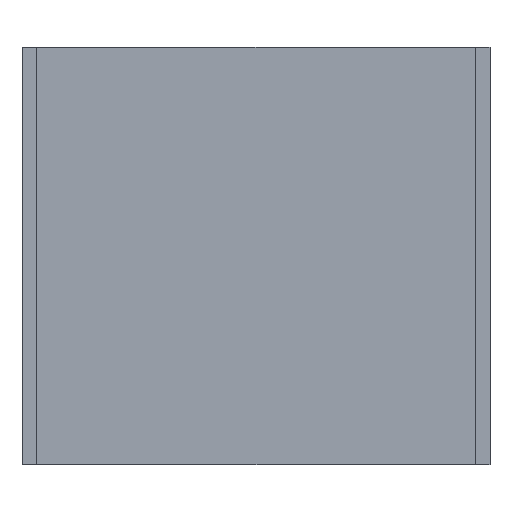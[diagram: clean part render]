
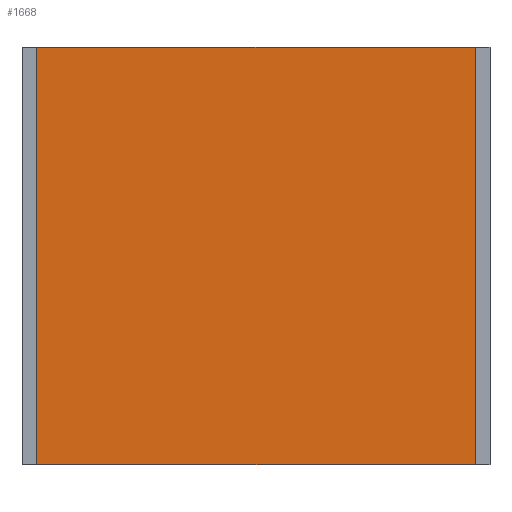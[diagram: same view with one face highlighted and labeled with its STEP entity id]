
A CAD part, front view. The second image highlights one B-rep face of the part: STEP entity #1668.
In plain terms, the highlighted planar face has unit normal (0, -1, 0).
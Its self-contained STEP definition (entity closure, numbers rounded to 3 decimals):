
#23 = DIRECTION ( 'NONE',  ( 0., 0., -1. ) ) ;
#58 = VECTOR ( 'NONE', #554, 1000. ) ;
#111 = CARTESIAN_POINT ( 'NONE',  ( 15.39, 0., 0. ) ) ;
#154 = ORIENTED_EDGE ( 'NONE', *, *, #2228, .F. ) ;
#294 = DIRECTION ( 'NONE',  ( 0., 0., -1. ) ) ;
#389 = LINE ( 'NONE', #1413, #2034 ) ;
#476 = DIRECTION ( 'NONE',  ( 0., -1., 0. ) ) ;
#539 = ORIENTED_EDGE ( 'NONE', *, *, #1332, .T. ) ;
#554 = DIRECTION ( 'NONE',  ( -1., 0., 0. ) ) ;
#639 = DIRECTION ( 'NONE',  ( 0., 0., 1. ) ) ;
#677 = ORIENTED_EDGE ( 'NONE', *, *, #984, .T. ) ;
#837 = VERTEX_POINT ( 'NONE', #1743 ) ;
#865 = VECTOR ( 'NONE', #1030, 1000. ) ;
#913 = CARTESIAN_POINT ( 'NONE',  ( 0.49, 0., -14.18 ) ) ;
#984 = EDGE_CURVE ( 'NONE', #837, #1424, #1588, .T. ) ;
#1030 = DIRECTION ( 'NONE',  ( 1., 0., 0. ) ) ;
#1230 = PLANE ( 'NONE',  #1577 ) ;
#1332 = EDGE_CURVE ( 'NONE', #2067, #2059, #389, .T. ) ;
#1357 = CARTESIAN_POINT ( 'NONE',  ( 0., 0., -14.18 ) ) ;
#1395 = CARTESIAN_POINT ( 'NONE',  ( 0., 0., 0. ) ) ;
#1413 = CARTESIAN_POINT ( 'NONE',  ( 15.39, 0., 0. ) ) ;
#1424 = VERTEX_POINT ( 'NONE', #913 ) ;
#1572 = LINE ( 'NONE', #1395, #865 ) ;
#1577 = AXIS2_PLACEMENT_3D ( 'NONE', #2415, #476, #294 ) ;
#1579 = ORIENTED_EDGE ( 'NONE', *, *, #2434, .F. ) ;
#1588 = LINE ( 'NONE', #1966, #2391 ) ;
#1666 = CARTESIAN_POINT ( 'NONE',  ( 15.39, 0., -14.18 ) ) ;
#1668 = ADVANCED_FACE ( 'NONE', ( #1970 ), #1230, .T. ) ;
#1743 = CARTESIAN_POINT ( 'NONE',  ( 0.49, 0., 0. ) ) ;
#1966 = CARTESIAN_POINT ( 'NONE',  ( 0.49, 0., 0. ) ) ;
#1970 = FACE_OUTER_BOUND ( 'NONE', #2204, .T. ) ;
#2034 = VECTOR ( 'NONE', #639, 1000. ) ;
#2059 = VERTEX_POINT ( 'NONE', #111 ) ;
#2067 = VERTEX_POINT ( 'NONE', #1666 ) ;
#2204 = EDGE_LOOP ( 'NONE', ( #154, #539, #1579, #677 ) ) ;
#2228 = EDGE_CURVE ( 'NONE', #2067, #1424, #2300, .T. ) ;
#2300 = LINE ( 'NONE', #1357, #58 ) ;
#2391 = VECTOR ( 'NONE', #23, 1000. ) ;
#2415 = CARTESIAN_POINT ( 'NONE',  ( 0., 0., 0. ) ) ;
#2434 = EDGE_CURVE ( 'NONE', #837, #2059, #1572, .T. ) ;
